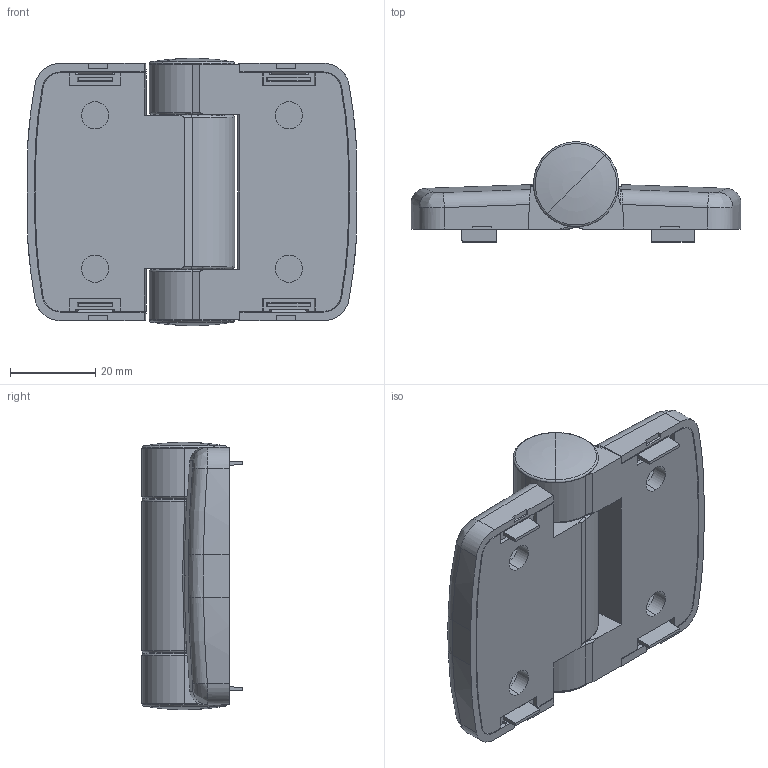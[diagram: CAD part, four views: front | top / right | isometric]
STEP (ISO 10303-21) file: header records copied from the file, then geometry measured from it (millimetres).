
FILE_DESCRIPTION(('STEP AP214'),'1');
FILE_NAME('fath_095sr4040a08.stp','2017-10-09T09:43:15',('TraceParts'),('TraceParts S.A.'),'Spatial InterOp 3D',' ',' ');
FILE_SCHEMA(('automotive_design'));
Length unit declared in the file: millimetre
Products named in the file (6): fath_095sr4040a08_1; fath_095sr4040a08_2; fath_095sr4040a08_3; fath_095sr4040a08_4; fath_095sr4040a08_5; fath_095sr4040a08_6
Bounding box: 77.5 x 23.5 x 62.8 mm (x, y, z)
Volume: 40989.6 mm3; surface area: 28039.9 mm2
Topology: 6 solids, 6 shells, 488 faces, 1200 edges, 728 vertices
Faces by surface type: plane 199, cylinder 146, torus 96, bspline 23, cone 16, sphere 8
Entity records: 20686 total; most frequent: CARTESIAN_POINT 5227, DIRECTION 2427, ORIENTED_EDGE 2376, EDGE_CURVE 1188, AXIS2_PLACEMENT_3D 879, VERTEX_POINT 728, LINE 669, VECTOR 669
